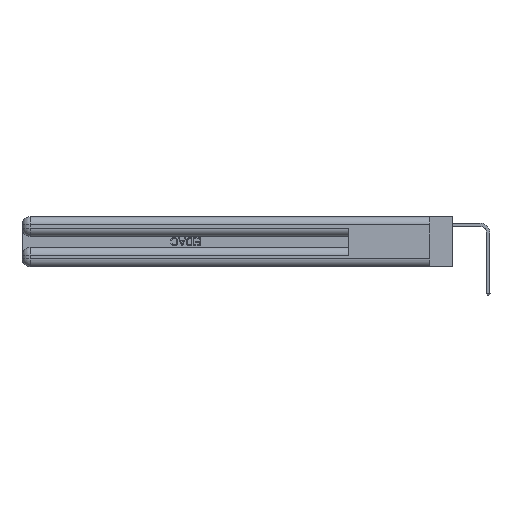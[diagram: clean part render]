
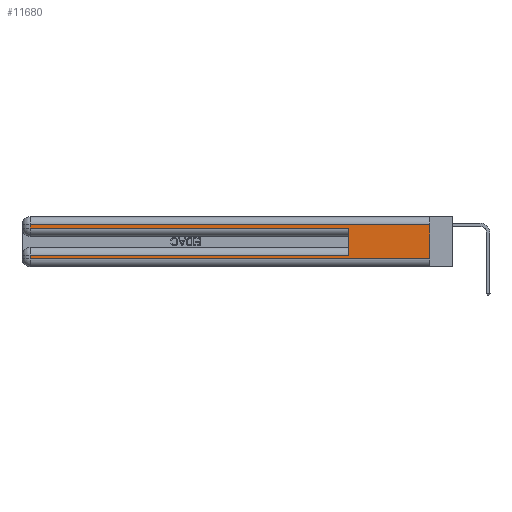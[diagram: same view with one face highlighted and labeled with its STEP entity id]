
A CAD part, left-side view. The second image highlights one B-rep face of the part: STEP entity #11680.
In plain terms, the highlighted planar face has unit normal (-1, 0, 0).
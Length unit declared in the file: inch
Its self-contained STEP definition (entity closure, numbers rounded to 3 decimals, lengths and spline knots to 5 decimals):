
#575 = VERTEX_POINT ( 'NONE', #27086 ) ;
#666 = LINE ( 'NONE', #11799, #29675 ) ;
#1036 = CARTESIAN_POINT ( 'NONE',  ( 0., 2.94, 0.085 ) ) ;
#1661 = EDGE_CURVE ( 'NONE', #20744, #16248, #10725, .T. ) ;
#1883 = ORIENTED_EDGE ( 'NONE', *, *, #22906, .F. ) ;
#2182 = CARTESIAN_POINT ( 'NONE',  ( 0., 0., 0.06 ) ) ;
#2320 = VERTEX_POINT ( 'NONE', #6644 ) ;
#2515 = DIRECTION ( 'NONE',  ( 0., -1., 0. ) ) ;
#2909 = CARTESIAN_POINT ( 'NONE',  ( 0., 2.94, 0.285 ) ) ;
#3055 = DIRECTION ( 'NONE',  ( 1., 0., 0. ) ) ;
#3386 = DIRECTION ( 'NONE',  ( 0., 0., -1. ) ) ;
#3954 = VERTEX_POINT ( 'NONE', #2909 ) ;
#4792 = CARTESIAN_POINT ( 'NONE',  ( 0., 0.6, 0.285 ) ) ;
#5442 = FACE_OUTER_BOUND ( 'NONE', #19572, .T. ) ;
#5681 = VERTEX_POINT ( 'NONE', #16605 ) ;
#6029 = CARTESIAN_POINT ( 'NONE',  ( 0., 0.6, 0.085 ) ) ;
#6394 = EDGE_CURVE ( 'NONE', #16248, #5681, #31552, .T. ) ;
#6644 = CARTESIAN_POINT ( 'NONE',  ( 0., 2.94, 0.31 ) ) ;
#7064 = LINE ( 'NONE', #18664, #17551 ) ;
#7353 = CARTESIAN_POINT ( 'NONE',  ( 0., 0.6, 0.145 ) ) ;
#8092 = DIRECTION ( 'NONE',  ( 0., 0., -1. ) ) ;
#8785 = VECTOR ( 'NONE', #15304, 39.37008 ) ;
#9775 = LINE ( 'NONE', #7353, #29671 ) ;
#9939 = VERTEX_POINT ( 'NONE', #31355 ) ;
#10290 = EDGE_CURVE ( 'NONE', #20744, #17850, #9775, .T. ) ;
#10725 = LINE ( 'NONE', #33675, #13063 ) ;
#11301 = PLANE ( 'NONE',  #26441 ) ;
#11680 = ADVANCED_FACE ( 'NONE', ( #5442 ), #11301, .F. ) ;
#11799 = CARTESIAN_POINT ( 'NONE',  ( 0., 0., 0.37 ) ) ;
#11899 = EDGE_CURVE ( 'NONE', #5681, #575, #17610, .T. ) ;
#12515 = DIRECTION ( 'NONE',  ( 0., 0., 1. ) ) ;
#12739 = DIRECTION ( 'NONE',  ( 0., 1., 0. ) ) ;
#13063 = VECTOR ( 'NONE', #20655, 39.37008 ) ;
#13689 = DIRECTION ( 'NONE',  ( 0., 0., -1. ) ) ;
#13800 = DIRECTION ( 'NONE',  ( 0., -1., 0. ) ) ;
#14968 = LINE ( 'NONE', #15475, #8785 ) ;
#15304 = DIRECTION ( 'NONE',  ( 0., 0., -1. ) ) ;
#15475 = CARTESIAN_POINT ( 'NONE',  ( 0., 2.94, 0.37 ) ) ;
#15711 = VECTOR ( 'NONE', #13800, 39.37008 ) ;
#15712 = LINE ( 'NONE', #18598, #15711 ) ;
#16248 = VERTEX_POINT ( 'NONE', #1036 ) ;
#16605 = CARTESIAN_POINT ( 'NONE',  ( 0., 2.94, 0.06 ) ) ;
#17551 = VECTOR ( 'NONE', #12739, 39.37008 ) ;
#17610 = LINE ( 'NONE', #2182, #33571 ) ;
#17850 = VERTEX_POINT ( 'NONE', #4792 ) ;
#18589 = ORIENTED_EDGE ( 'NONE', *, *, #6394, .T. ) ;
#18598 = CARTESIAN_POINT ( 'NONE',  ( 0., 0., 0.285 ) ) ;
#18664 = CARTESIAN_POINT ( 'NONE',  ( 0., 0., 0.31 ) ) ;
#19000 = EDGE_CURVE ( 'NONE', #2320, #3954, #14968, .T. ) ;
#19003 = EDGE_CURVE ( 'NONE', #9939, #2320, #7064, .T. ) ;
#19572 = EDGE_LOOP ( 'NONE', ( #1883, #29642, #28613, #23309, #28195, #27756, #18589, #32635 ) ) ;
#20655 = DIRECTION ( 'NONE',  ( 0., 1., 0. ) ) ;
#20744 = VERTEX_POINT ( 'NONE', #6029 ) ;
#22906 = EDGE_CURVE ( 'NONE', #9939, #575, #666, .T. ) ;
#23309 = ORIENTED_EDGE ( 'NONE', *, *, #29981, .T. ) ;
#23504 = CARTESIAN_POINT ( 'NONE',  ( 0., 2.94, 0.37 ) ) ;
#23796 = CARTESIAN_POINT ( 'NONE',  ( 0., 0., 0.37 ) ) ;
#26273 = VECTOR ( 'NONE', #8092, 39.37008 ) ;
#26441 = AXIS2_PLACEMENT_3D ( 'NONE', #23796, #3055, #13689 ) ;
#27086 = CARTESIAN_POINT ( 'NONE',  ( 0., 0., 0.06 ) ) ;
#27756 = ORIENTED_EDGE ( 'NONE', *, *, #1661, .T. ) ;
#28195 = ORIENTED_EDGE ( 'NONE', *, *, #10290, .F. ) ;
#28613 = ORIENTED_EDGE ( 'NONE', *, *, #19000, .T. ) ;
#29642 = ORIENTED_EDGE ( 'NONE', *, *, #19003, .T. ) ;
#29671 = VECTOR ( 'NONE', #12515, 39.37008 ) ;
#29675 = VECTOR ( 'NONE', #3386, 39.37008 ) ;
#29981 = EDGE_CURVE ( 'NONE', #3954, #17850, #15712, .T. ) ;
#31355 = CARTESIAN_POINT ( 'NONE',  ( 0., 0., 0.31 ) ) ;
#31552 = LINE ( 'NONE', #23504, #26273 ) ;
#32635 = ORIENTED_EDGE ( 'NONE', *, *, #11899, .T. ) ;
#33571 = VECTOR ( 'NONE', #2515, 39.37008 ) ;
#33675 = CARTESIAN_POINT ( 'NONE',  ( 0., 0., 0.085 ) ) ;
